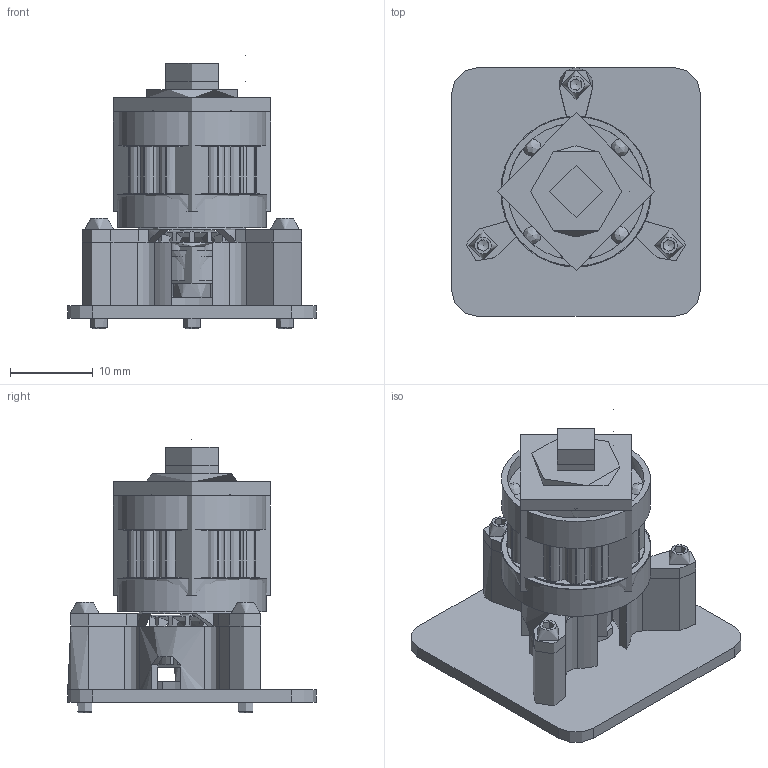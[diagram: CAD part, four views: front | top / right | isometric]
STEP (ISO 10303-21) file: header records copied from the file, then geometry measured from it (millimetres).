
FILE_DESCRIPTION(/* description */ ('STEP AP242','CAx-IF Rec.Pracs.---Representation and Presentation of Product Manufacturing Information (PMI)---4.0---2014-10-13','CAx-IF Rec.Pracs.---3D Tessellated Geometry---0.4---2014-09-14','2;1'),/* implementation_level */ '2;1');
FILE_NAME(/* name */ '66a9bd205cdafe58e2edbac7',/* time_stamp */ '2024-07-31T04:27:13Z',/* author */ (''),/* organization */ (''),/* preprocessor_version */ 'ST-DEVELOPER v20',/* originating_system */ ' ',/* authorisation */ ' ');
FILE_SCHEMA (('AP242_MANAGED_MODEL_BASED_3D_ENGINEERING_MIM_LF { 1 0 10303 442 1 1 4 }'));
Length unit declared in the file: metre
Products named in the file (21): Cycloidal Assembly; Carbon fiber rod; top cover; center shaft top; Bearing; Socket button head screw M2x0.4 x 10; center shaft bottom; Socket button head screw M2x0.4 x 12; Spacer; 1st disk; motor mount; base gearbox plate; Happymodel SE0802 <1>; bell; Motor; top; output disc; 2nd disc
Assembly tree (35 placements, depth 3):
  Cycloidal Assembly
    Carbon fiber rod  x3
    top cover
    center shaft top
    Carbon fiber rod
    Bearing  x7
    Socket button head screw M2x0.4 x 10  x2
    center shaft bottom
    Socket button head screw M2x0.4 x 12  x3
    Spacer  x3
    1st disk
    motor mount
    Bearing  x2
    Bearing  x2
    base gearbox plate
    Happymodel SE0802 <1>
      bell
      Motor
    top
    output disc
    2nd disc
Bounding box: 30 x 30 x 33.08 mm (x, y, z)
Volume: 5828.6 mm3
Topology: 33 solids, 46 shells, 1286 faces, 3930 edges, 2598 vertices
Faces by surface type: plane 660, cylinder 369, sphere 181, bspline 59, cone 12, torus 5
Full cylindrical faces by diameter (mm): 1 x14, 1.1 x11, 1.3 x1, 1.4 x3, 1.5 x14, 1.6 x3, 2 x5, 2.1 x15, 2.2 x1, 2.4 x5, 2.5 x14, 2.8 x6, 2.9 x2, 3 x12, 3.06 x2, 3.3 x2, 3.6 x6, 3.75 x4, 4.5 x4, 5.25 x4, 6 x4, 6.35 x1, 9.1 x1, 10.5 x2, 11 x1, 12 x2, 13.5 x4, 16.5 x4, 16.7 x2, 18 x2
Entity records: 33322 total; most frequent: CARTESIAN_POINT 10146, DIRECTION 4606, ORIENTED_EDGE 4370, EDGE_CURVE 2185, AXIS2_PLACEMENT_3D 1816, VERTEX_POINT 1495, FACE_BOUND 1112, EDGE_LOOP 1110
